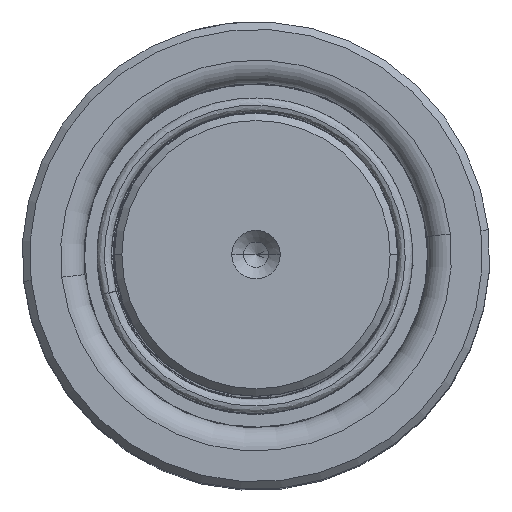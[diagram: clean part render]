
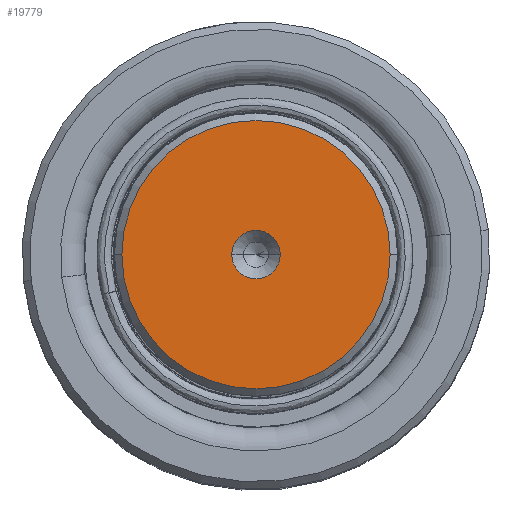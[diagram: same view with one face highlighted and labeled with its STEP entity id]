
A CAD part, top view. The second image highlights one B-rep face of the part: STEP entity #19779.
In plain terms, the highlighted planar face has unit normal (0, 0, 1).
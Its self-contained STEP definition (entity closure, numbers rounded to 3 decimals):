
#5965 = VERTEX_POINT ( 'NONE', #28019 ) ;
#6053 = ORIENTED_EDGE ( 'NONE', *, *, #35408, .T. ) ;
#7192 = DIRECTION ( 'NONE',  ( 0., 0., 1. ) ) ;
#8710 = ORIENTED_EDGE ( 'NONE', *, *, #13458, .F. ) ;
#11163 = FACE_BOUND ( 'NONE', #23451, .T. ) ;
#11273 = CIRCLE ( 'NONE', #45276, 3.85 ) ;
#11885 = VERTEX_POINT ( 'NONE', #55796 ) ;
#13080 = CARTESIAN_POINT ( 'NONE',  ( 0., 0., 180. ) ) ;
#13458 = EDGE_CURVE ( 'NONE', #5965, #33901, #11273, .T. ) ;
#14474 = EDGE_LOOP ( 'NONE', ( #6053, #43084 ) ) ;
#16144 = CARTESIAN_POINT ( 'NONE',  ( 0., 0., 180. ) ) ;
#18146 = DIRECTION ( 'NONE',  ( 0., 0., 1. ) ) ;
#18980 = DIRECTION ( 'NONE',  ( 0., 0., 1. ) ) ;
#19779 = ADVANCED_FACE ( 'NONE', ( #11163, #54810 ), #38334, .T. ) ;
#21071 = DIRECTION ( 'NONE',  ( 0., 0., 1. ) ) ;
#21399 = AXIS2_PLACEMENT_3D ( 'NONE', #29709, #18980, #58194 ) ;
#23451 = EDGE_LOOP ( 'NONE', ( #8710, #25565 ) ) ;
#25565 = ORIENTED_EDGE ( 'NONE', *, *, #49375, .F. ) ;
#28019 = CARTESIAN_POINT ( 'NONE',  ( 3.85, 0., 180. ) ) ;
#28063 = CIRCLE ( 'NONE', #44447, 21.314 ) ;
#29709 = CARTESIAN_POINT ( 'NONE',  ( 0., 0., 180. ) ) ;
#31552 = CARTESIAN_POINT ( 'NONE',  ( 0., 0., 180. ) ) ;
#33901 = VERTEX_POINT ( 'NONE', #61916 ) ;
#34115 = VERTEX_POINT ( 'NONE', #35131 ) ;
#34924 = DIRECTION ( 'NONE',  ( 1., 0., 0. ) ) ;
#35131 = CARTESIAN_POINT ( 'NONE',  ( -21.314, 0., 180. ) ) ;
#35362 = DIRECTION ( 'NONE',  ( 0., 0., 1. ) ) ;
#35408 = EDGE_CURVE ( 'NONE', #34115, #11885, #28063, .T. ) ;
#36734 = AXIS2_PLACEMENT_3D ( 'NONE', #13080, #18146, #52449 ) ;
#38334 = PLANE ( 'NONE',  #36734 ) ;
#41433 = DIRECTION ( 'NONE',  ( 1., 0., 0. ) ) ;
#43084 = ORIENTED_EDGE ( 'NONE', *, *, #59324, .T. ) ;
#43351 = AXIS2_PLACEMENT_3D ( 'NONE', #49891, #35362, #34924 ) ;
#44447 = AXIS2_PLACEMENT_3D ( 'NONE', #31552, #7192, #41433 ) ;
#45276 = AXIS2_PLACEMENT_3D ( 'NONE', #16144, #21071, #55350 ) ;
#45581 = CIRCLE ( 'NONE', #43351, 3.85 ) ;
#49375 = EDGE_CURVE ( 'NONE', #33901, #5965, #45581, .T. ) ;
#49891 = CARTESIAN_POINT ( 'NONE',  ( 0., 0., 180. ) ) ;
#50351 = CIRCLE ( 'NONE', #21399, 21.314 ) ;
#52449 = DIRECTION ( 'NONE',  ( 1., 0., 0. ) ) ;
#54810 = FACE_OUTER_BOUND ( 'NONE', #14474, .T. ) ;
#55350 = DIRECTION ( 'NONE',  ( 1., 0., 0. ) ) ;
#55796 = CARTESIAN_POINT ( 'NONE',  ( 21.314, 0., 180. ) ) ;
#58194 = DIRECTION ( 'NONE',  ( 1., 0., 0. ) ) ;
#59324 = EDGE_CURVE ( 'NONE', #11885, #34115, #50351, .T. ) ;
#61916 = CARTESIAN_POINT ( 'NONE',  ( -3.85, 0., 180. ) ) ;
